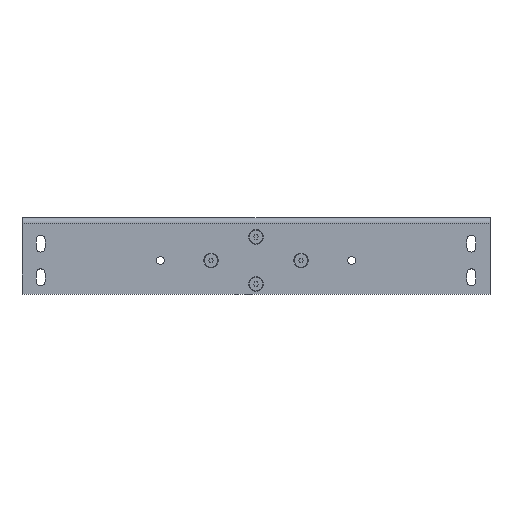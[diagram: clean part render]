
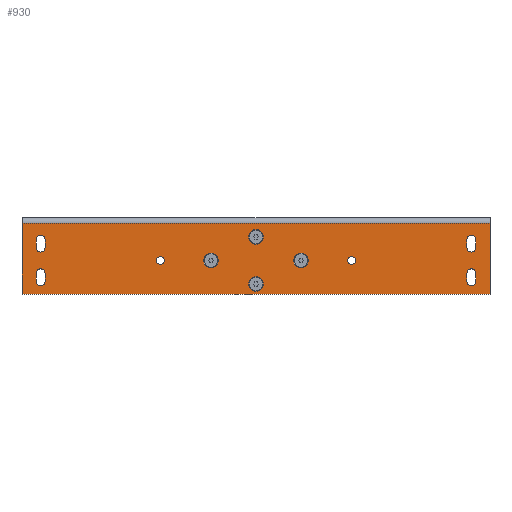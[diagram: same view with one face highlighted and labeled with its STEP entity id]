
A CAD part, top view. The second image highlights one B-rep face of the part: STEP entity #930.
In plain terms, the highlighted planar face has unit normal (0, 0, 1).
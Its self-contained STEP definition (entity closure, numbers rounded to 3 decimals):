
#68=LINE('',#1496,#146);
#69=LINE('',#1500,#147);
#70=LINE('',#1501,#148);
#71=LINE('',#1506,#149);
#72=LINE('',#1509,#150);
#73=LINE('',#1514,#151);
#74=LINE('',#1519,#152);
#75=LINE('',#1522,#153);
#76=LINE('',#1524,#154);
#77=LINE('',#1526,#155);
#78=LINE('',#1530,#156);
#79=LINE('',#1534,#157);
#146=VECTOR('',#1211,1000.);
#147=VECTOR('',#1214,1000.);
#148=VECTOR('',#1215,1000.);
#149=VECTOR('',#1218,1000.);
#150=VECTOR('',#1221,1000.);
#151=VECTOR('',#1224,1000.);
#152=VECTOR('',#1229,1000.);
#153=VECTOR('',#1230,1000.);
#154=VECTOR('',#1231,1000.);
#155=VECTOR('',#1232,1000.);
#156=VECTOR('',#1235,1000.);
#157=VECTOR('',#1238,1000.);
#224=ORIENTED_EDGE('',*,*,#470,.F.);
#225=ORIENTED_EDGE('',*,*,#471,.F.);
#226=ORIENTED_EDGE('',*,*,#472,.F.);
#227=ORIENTED_EDGE('',*,*,#473,.F.);
#228=ORIENTED_EDGE('',*,*,#474,.F.);
#229=ORIENTED_EDGE('',*,*,#475,.F.);
#230=ORIENTED_EDGE('',*,*,#476,.F.);
#231=ORIENTED_EDGE('',*,*,#477,.F.);
#232=ORIENTED_EDGE('',*,*,#478,.T.);
#233=ORIENTED_EDGE('',*,*,#479,.T.);
#234=ORIENTED_EDGE('',*,*,#480,.T.);
#235=ORIENTED_EDGE('',*,*,#481,.T.);
#236=ORIENTED_EDGE('',*,*,#482,.T.);
#237=ORIENTED_EDGE('',*,*,#483,.T.);
#238=ORIENTED_EDGE('',*,*,#484,.T.);
#239=ORIENTED_EDGE('',*,*,#485,.T.);
#240=ORIENTED_EDGE('',*,*,#486,.F.);
#241=ORIENTED_EDGE('',*,*,#487,.F.);
#242=ORIENTED_EDGE('',*,*,#488,.T.);
#243=ORIENTED_EDGE('',*,*,#489,.T.);
#244=ORIENTED_EDGE('',*,*,#490,.F.);
#245=ORIENTED_EDGE('',*,*,#491,.F.);
#246=ORIENTED_EDGE('',*,*,#492,.F.);
#247=ORIENTED_EDGE('',*,*,#493,.F.);
#248=ORIENTED_EDGE('',*,*,#494,.F.);
#249=ORIENTED_EDGE('',*,*,#495,.F.);
#470=EDGE_CURVE('',#593,#593,#682,.T.);
#471=EDGE_CURVE('',#594,#594,#683,.T.);
#472=EDGE_CURVE('',#595,#595,#684,.T.);
#473=EDGE_CURVE('',#596,#596,#685,.T.);
#474=EDGE_CURVE('',#597,#598,#686,.T.);
#475=EDGE_CURVE('',#599,#597,#68,.T.);
#476=EDGE_CURVE('',#600,#599,#687,.T.);
#477=EDGE_CURVE('',#598,#600,#69,.T.);
#478=EDGE_CURVE('',#601,#602,#70,.T.);
#479=EDGE_CURVE('',#602,#603,#688,.F.);
#480=EDGE_CURVE('',#603,#604,#71,.T.);
#481=EDGE_CURVE('',#604,#601,#689,.F.);
#482=EDGE_CURVE('',#605,#606,#72,.T.);
#483=EDGE_CURVE('',#606,#607,#690,.F.);
#484=EDGE_CURVE('',#607,#608,#73,.T.);
#485=EDGE_CURVE('',#608,#605,#691,.F.);
#486=EDGE_CURVE('',#609,#609,#692,.T.);
#487=EDGE_CURVE('',#610,#611,#74,.T.);
#488=EDGE_CURVE('',#610,#612,#75,.T.);
#489=EDGE_CURVE('',#612,#613,#76,.T.);
#490=EDGE_CURVE('',#611,#613,#77,.T.);
#491=EDGE_CURVE('',#614,#615,#693,.T.);
#492=EDGE_CURVE('',#616,#614,#78,.T.);
#493=EDGE_CURVE('',#617,#616,#694,.T.);
#494=EDGE_CURVE('',#615,#617,#79,.T.);
#495=EDGE_CURVE('',#618,#618,#695,.T.);
#593=VERTEX_POINT('',#1486);
#594=VERTEX_POINT('',#1488);
#595=VERTEX_POINT('',#1490);
#596=VERTEX_POINT('',#1492);
#597=VERTEX_POINT('',#1494);
#598=VERTEX_POINT('',#1495);
#599=VERTEX_POINT('',#1497);
#600=VERTEX_POINT('',#1499);
#601=VERTEX_POINT('',#1502);
#602=VERTEX_POINT('',#1503);
#603=VERTEX_POINT('',#1505);
#604=VERTEX_POINT('',#1507);
#605=VERTEX_POINT('',#1510);
#606=VERTEX_POINT('',#1511);
#607=VERTEX_POINT('',#1513);
#608=VERTEX_POINT('',#1515);
#609=VERTEX_POINT('',#1518);
#610=VERTEX_POINT('',#1520);
#611=VERTEX_POINT('',#1521);
#612=VERTEX_POINT('',#1523);
#613=VERTEX_POINT('',#1525);
#614=VERTEX_POINT('',#1528);
#615=VERTEX_POINT('',#1529);
#616=VERTEX_POINT('',#1531);
#617=VERTEX_POINT('',#1533);
#618=VERTEX_POINT('',#1536);
#682=CIRCLE('',#1095,6.5);
#683=CIRCLE('',#1096,6.5);
#684=CIRCLE('',#1097,6.5);
#685=CIRCLE('',#1098,6.5);
#686=CIRCLE('',#1099,4.);
#687=CIRCLE('',#1100,4.);
#688=CIRCLE('',#1101,4.);
#689=CIRCLE('',#1102,4.);
#690=CIRCLE('',#1103,4.);
#691=CIRCLE('',#1104,4.);
#692=CIRCLE('',#1105,3.5);
#693=CIRCLE('',#1106,4.);
#694=CIRCLE('',#1107,4.);
#695=CIRCLE('',#1108,3.5);
#727=EDGE_LOOP('',(#224));
#728=EDGE_LOOP('',(#225));
#729=EDGE_LOOP('',(#226));
#730=EDGE_LOOP('',(#227));
#731=EDGE_LOOP('',(#228,#229,#230,#231));
#732=EDGE_LOOP('',(#232,#233,#234,#235));
#733=EDGE_LOOP('',(#236,#237,#238,#239));
#734=EDGE_LOOP('',(#240));
#735=EDGE_LOOP('',(#241,#242,#243,#244));
#736=EDGE_LOOP('',(#245,#246,#247,#248));
#737=EDGE_LOOP('',(#249));
#815=FACE_BOUND('',#727,.T.);
#816=FACE_BOUND('',#728,.T.);
#817=FACE_BOUND('',#729,.T.);
#818=FACE_BOUND('',#730,.T.);
#819=FACE_BOUND('',#731,.T.);
#820=FACE_BOUND('',#732,.T.);
#821=FACE_BOUND('',#733,.T.);
#822=FACE_BOUND('',#734,.T.);
#823=FACE_BOUND('',#735,.T.);
#824=FACE_BOUND('',#736,.T.);
#825=FACE_BOUND('',#737,.T.);
#903=PLANE('',#1094);
#930=ADVANCED_FACE('',(#815,#816,#817,#818,#819,#820,#821,#822,#823,#824,
#825),#903,.F.);
#1094=AXIS2_PLACEMENT_3D('',#1484,#1199,#1200);
#1095=AXIS2_PLACEMENT_3D('',#1485,#1201,#1202);
#1096=AXIS2_PLACEMENT_3D('',#1487,#1203,#1204);
#1097=AXIS2_PLACEMENT_3D('',#1489,#1205,#1206);
#1098=AXIS2_PLACEMENT_3D('',#1491,#1207,#1208);
#1099=AXIS2_PLACEMENT_3D('',#1493,#1209,#1210);
#1100=AXIS2_PLACEMENT_3D('',#1498,#1212,#1213);
#1101=AXIS2_PLACEMENT_3D('',#1504,#1216,#1217);
#1102=AXIS2_PLACEMENT_3D('',#1508,#1219,#1220);
#1103=AXIS2_PLACEMENT_3D('',#1512,#1222,#1223);
#1104=AXIS2_PLACEMENT_3D('',#1516,#1225,#1226);
#1105=AXIS2_PLACEMENT_3D('',#1517,#1227,#1228);
#1106=AXIS2_PLACEMENT_3D('',#1527,#1233,#1234);
#1107=AXIS2_PLACEMENT_3D('',#1532,#1236,#1237);
#1108=AXIS2_PLACEMENT_3D('',#1535,#1239,#1240);
#1199=DIRECTION('',(0.,0.,-1.));
#1200=DIRECTION('',(0.,1.,0.));
#1201=DIRECTION('',(0.,0.,1.));
#1202=DIRECTION('',(1.,0.,0.));
#1203=DIRECTION('',(0.,0.,1.));
#1204=DIRECTION('',(1.,0.,0.));
#1205=DIRECTION('',(0.,0.,1.));
#1206=DIRECTION('',(1.,0.,0.));
#1207=DIRECTION('',(0.,0.,1.));
#1208=DIRECTION('',(1.,0.,0.));
#1209=DIRECTION('',(0.,0.,1.));
#1210=DIRECTION('',(0.,-1.,0.));
#1211=DIRECTION('',(0.,-1.,0.));
#1212=DIRECTION('',(0.,0.,1.));
#1213=DIRECTION('',(0.,-1.,0.));
#1214=DIRECTION('',(0.,1.,0.));
#1215=DIRECTION('',(0.,1.,0.));
#1216=DIRECTION('',(0.,0.,1.));
#1217=DIRECTION('',(0.,-1.,0.));
#1218=DIRECTION('',(0.,-1.,0.));
#1219=DIRECTION('',(0.,0.,1.));
#1220=DIRECTION('',(0.,-1.,0.));
#1221=DIRECTION('',(0.,-1.,0.));
#1222=DIRECTION('',(0.,0.,1.));
#1223=DIRECTION('',(0.,-1.,0.));
#1224=DIRECTION('',(0.,1.,0.));
#1225=DIRECTION('',(0.,0.,1.));
#1226=DIRECTION('',(0.,-1.,0.));
#1227=DIRECTION('',(0.,0.,1.));
#1228=DIRECTION('',(0.,-1.,0.));
#1229=DIRECTION('',(0.,-1.,0.));
#1230=DIRECTION('',(-1.,0.,0.));
#1231=DIRECTION('',(0.,-1.,0.));
#1232=DIRECTION('',(-1.,0.,0.));
#1233=DIRECTION('',(0.,0.,1.));
#1234=DIRECTION('',(0.,-1.,0.));
#1235=DIRECTION('',(0.,1.,0.));
#1236=DIRECTION('',(0.,0.,1.));
#1237=DIRECTION('',(0.,-1.,0.));
#1238=DIRECTION('',(0.,-1.,0.));
#1239=DIRECTION('',(0.,0.,1.));
#1240=DIRECTION('',(0.,-1.,0.));
#1484=CARTESIAN_POINT('',(208.,38.,0.));
#1485=CARTESIAN_POINT('',(40.,0.,0.));
#1486=CARTESIAN_POINT('',(46.5,0.,0.));
#1487=CARTESIAN_POINT('',(-40.,0.,0.));
#1488=CARTESIAN_POINT('',(-33.5,0.,0.));
#1489=CARTESIAN_POINT('',(0.,21.,0.));
#1490=CARTESIAN_POINT('',(6.5,21.,0.));
#1491=CARTESIAN_POINT('',(0.,-21.,0.));
#1492=CARTESIAN_POINT('',(6.5,-21.,0.));
#1493=CARTESIAN_POINT('',(191.5,11.5,0.));
#1494=CARTESIAN_POINT('',(187.5,11.5,0.));
#1495=CARTESIAN_POINT('',(195.5,11.5,0.));
#1496=CARTESIAN_POINT('',(187.5,11.5,0.));
#1497=CARTESIAN_POINT('',(187.5,18.5,0.));
#1498=CARTESIAN_POINT('',(191.5,18.5,0.));
#1499=CARTESIAN_POINT('',(195.5,18.5,0.));
#1500=CARTESIAN_POINT('',(195.5,18.5,0.));
#1501=CARTESIAN_POINT('',(187.5,-11.5,0.));
#1502=CARTESIAN_POINT('',(187.5,-18.5,0.));
#1503=CARTESIAN_POINT('',(187.5,-11.5,0.));
#1504=CARTESIAN_POINT('',(191.5,-11.5,0.));
#1505=CARTESIAN_POINT('',(195.5,-11.5,0.));
#1506=CARTESIAN_POINT('',(195.5,-18.5,0.));
#1507=CARTESIAN_POINT('',(195.5,-18.5,0.));
#1508=CARTESIAN_POINT('',(191.5,-18.5,0.));
#1509=CARTESIAN_POINT('',(-187.5,11.5,0.));
#1510=CARTESIAN_POINT('',(-187.5,18.5,0.));
#1511=CARTESIAN_POINT('',(-187.5,11.5,0.));
#1512=CARTESIAN_POINT('',(-191.5,11.5,0.));
#1513=CARTESIAN_POINT('',(-195.5,11.5,0.));
#1514=CARTESIAN_POINT('',(-195.5,18.5,0.));
#1515=CARTESIAN_POINT('',(-195.5,18.5,0.));
#1516=CARTESIAN_POINT('',(-191.5,18.5,0.));
#1517=CARTESIAN_POINT('',(85.,0.,0.));
#1518=CARTESIAN_POINT('',(85.,-3.5,0.));
#1519=CARTESIAN_POINT('',(208.,38.,0.));
#1520=CARTESIAN_POINT('',(208.,33.,0.));
#1521=CARTESIAN_POINT('',(208.,-30.,0.));
#1522=CARTESIAN_POINT('',(208.,33.,0.));
#1523=CARTESIAN_POINT('',(-208.,33.,0.));
#1524=CARTESIAN_POINT('',(-208.,38.,0.));
#1525=CARTESIAN_POINT('',(-208.,-30.,0.));
#1526=CARTESIAN_POINT('',(208.,-30.,0.));
#1527=CARTESIAN_POINT('',(-191.5,-11.5,0.));
#1528=CARTESIAN_POINT('',(-187.5,-11.5,0.));
#1529=CARTESIAN_POINT('',(-195.5,-11.5,0.));
#1530=CARTESIAN_POINT('',(-187.5,-11.5,0.));
#1531=CARTESIAN_POINT('',(-187.5,-18.5,0.));
#1532=CARTESIAN_POINT('',(-191.5,-18.5,0.));
#1533=CARTESIAN_POINT('',(-195.5,-18.5,0.));
#1534=CARTESIAN_POINT('',(-195.5,-18.5,0.));
#1535=CARTESIAN_POINT('',(-85.,0.,0.));
#1536=CARTESIAN_POINT('',(-85.,-3.5,0.));
